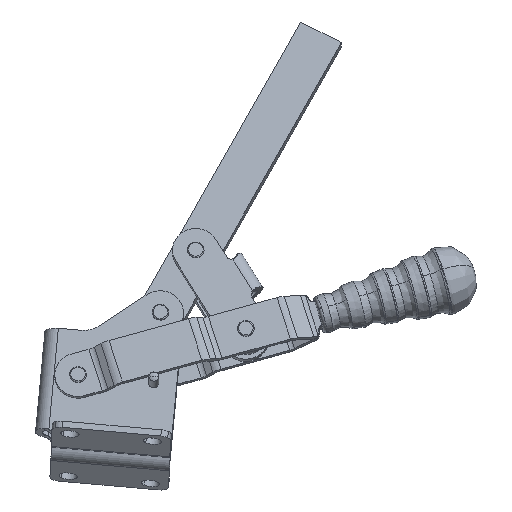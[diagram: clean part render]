
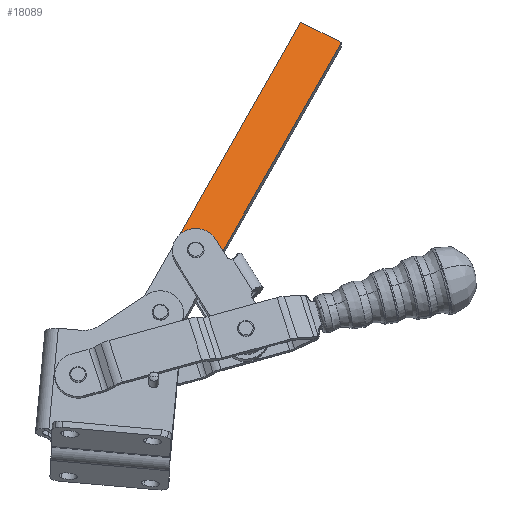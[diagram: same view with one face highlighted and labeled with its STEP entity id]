
A CAD part, front view. The second image highlights one B-rep face of the part: STEP entity #18089.
In plain terms, the highlighted planar face has unit normal (0.016, -0.935, 0.354).
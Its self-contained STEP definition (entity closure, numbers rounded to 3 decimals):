
#15599=CARTESIAN_POINT('',(33.097,49.326,121.898));
#15600=VERTEX_POINT('',#15599);
#15607=CARTESIAN_POINT('',(29.166,51.655,128.216));
#15608=VERTEX_POINT('',#15607);
#15609=CARTESIAN_POINT('',(29.166,51.655,128.216));
#15610=DIRECTION('',(0.504,-0.299,-0.81));
#15611=VECTOR('',#15610,7.797);
#15612=LINE('',#15609,#15611);
#15613=EDGE_CURVE('',#15608,#15600,#15612,.T.);
#15631=CARTESIAN_POINT('',(4.712,51.119,127.888));
#15632=VERTEX_POINT('',#15631);
#15648=CARTESIAN_POINT('',(17.078,48.974,121.683));
#15649=DIRECTION('',(-0.016,0.935,-0.355));
#15650=DIRECTION('',(-0.863,-0.191,-0.467));
#15651=AXIS2_PLACEMENT_3D('',#15648,#15649,#15650);
#15652=CIRCLE('',#15651,14.);
#15653=EDGE_CURVE('',#15632,#15608,#15652,.T.);
#18058=CARTESIAN_POINT('',(40.978,65.299,163.674));
#18059=DIRECTION('',(0.016,-0.935,0.355));
#18060=DIRECTION('',(-0.469,-0.32,-0.823));
#18061=AXIS2_PLACEMENT_3D('',#18058,#18059,#18060);
#18062=PLANE('',#18061);
#18063=ORIENTED_EDGE('',*,*,#15613,.T.);
#18064=CARTESIAN_POINT('',(105.245,98.605,248.657));
#18065=VERTEX_POINT('',#18064);
#18066=CARTESIAN_POINT('',(105.245,98.605,248.657));
#18067=DIRECTION('',(-0.469,-0.32,-0.823));
#18068=VECTOR('',#18067,153.953);
#18069=LINE('',#18066,#18068);
#18070=EDGE_CURVE('',#18065,#15600,#18069,.T.);
#18071=ORIENTED_EDGE('',*,*,#18070,.F.);
#18072=CARTESIAN_POINT('',(80.514,102.894,261.066));
#18073=VERTEX_POINT('',#18072);
#18074=CARTESIAN_POINT('',(80.514,102.894,261.066));
#18075=DIRECTION('',(0.883,-0.153,-0.443));
#18076=VECTOR('',#18075,28.);
#18077=LINE('',#18074,#18076);
#18078=EDGE_CURVE('',#18073,#18065,#18077,.T.);
#18079=ORIENTED_EDGE('',*,*,#18078,.F.);
#18080=CARTESIAN_POINT('',(4.712,51.119,127.888));
#18081=DIRECTION('',(0.469,0.32,0.823));
#18082=VECTOR('',#18081,161.75);
#18083=LINE('',#18080,#18082);
#18084=EDGE_CURVE('',#15632,#18073,#18083,.T.);
#18085=ORIENTED_EDGE('',*,*,#18084,.F.);
#18086=ORIENTED_EDGE('',*,*,#15653,.T.);
#18087=EDGE_LOOP('',(#18063,#18071,#18079,#18085,#18086));
#18088=FACE_OUTER_BOUND('',#18087,.T.);
#18089=ADVANCED_FACE('',(#18088),#18062,.T.);
